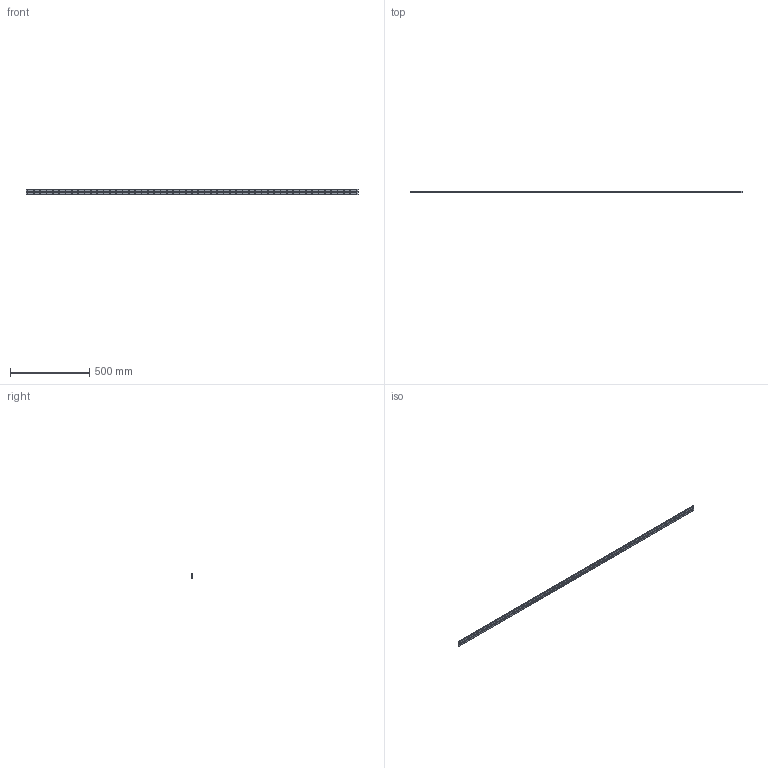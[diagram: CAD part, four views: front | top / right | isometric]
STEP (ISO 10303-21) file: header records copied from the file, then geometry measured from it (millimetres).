
FILE_DESCRIPTION (( 'STEP AP214' ), '1' );
FILE_NAME ('HRW17CA1UU-2100LT_G10_0_PB107_1024-6_0_0_0_1.STEP', '2021-07-01T11:55:29', ( '' ), ( '' ), 'SwSTEP 2.0', 'SolidWorks 2021', '' );
FILE_SCHEMA (( 'AUTOMOTIVE_DESIGN' ));
Length unit declared in the file: millimetre
Products named in the file (2): _HRW17CA210010 Track; HRW17CA1UU-2100LT_G10_0_PB107_1024-6_0_0_0_1
Assembly tree (1 placements, depth 2):
  HRW17CA1UU-2100LT_G10_0_PB107_1024-6_0_0_0_1
    _HRW17CA210010 Track
Bounding box: 2100 x 9 x 33 mm (x, y, z)
Volume: 543954.1 mm3; surface area: 198234.3 mm2
Topology: 1 solids, 1 shells, 588 faces, 1440 edges, 960 vertices
Faces by surface type: cylinder 428, plane 160
Entity records: 18270 total; most frequent: DIRECTION 3480, CARTESIAN_POINT 2992, ORIENTED_EDGE 2880, AXIS2_PLACEMENT_3D 1448, EDGE_CURVE 1440, VERTEX_POINT 960, EDGE_LOOP 906, CIRCLE 856
